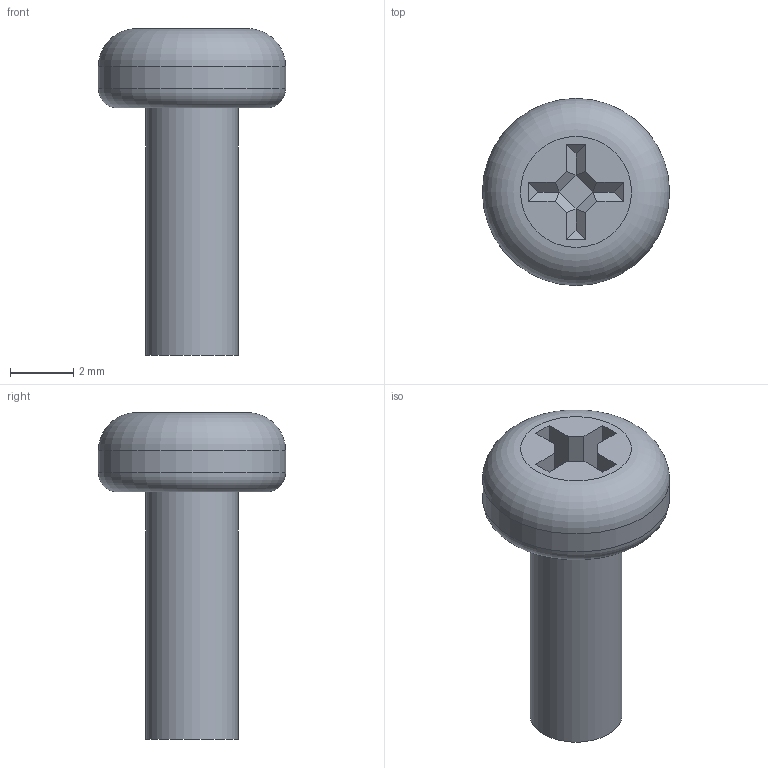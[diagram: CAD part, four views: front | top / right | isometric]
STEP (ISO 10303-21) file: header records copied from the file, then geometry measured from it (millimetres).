
FILE_DESCRIPTION( ( '' ), ' ' );
FILE_NAME( '5abbe5bcf45b081002070709.step', '2018-03-28T18:58:05', ( '' ), ( '' ), ' ', ' ', ' ' );
FILE_SCHEMA( ( 'AUTOMOTIVE_DESIGN { 1 0 10303 214 1 1 1 1 }' ) );
Length unit declared in the file: metre
Products named in the file (2): Curve 1; 11-3100 M3 Motor Screw
Bounding box: 5.9 x 5.9 x 10.3 mm (x, y, z)
Volume: 106.8 mm3; surface area: 177.2 mm2
Topology: 1 solids, 1 shells, 40 faces, 87 edges, 52 vertices
Faces by surface type: plane 36, cylinder 2, torus 2
Full cylindrical faces by diameter (mm): 2.9 x1, 5.9 x1
Entity records: 2213 total; most frequent: CARTESIAN_POINT 1017, DIRECTION 172, ORIENTED_EDGE 164, EDGE_CURVE 82, LINE 76, VECTOR 76, VERTEX_POINT 50, AXIS2_PLACEMENT_3D 48
